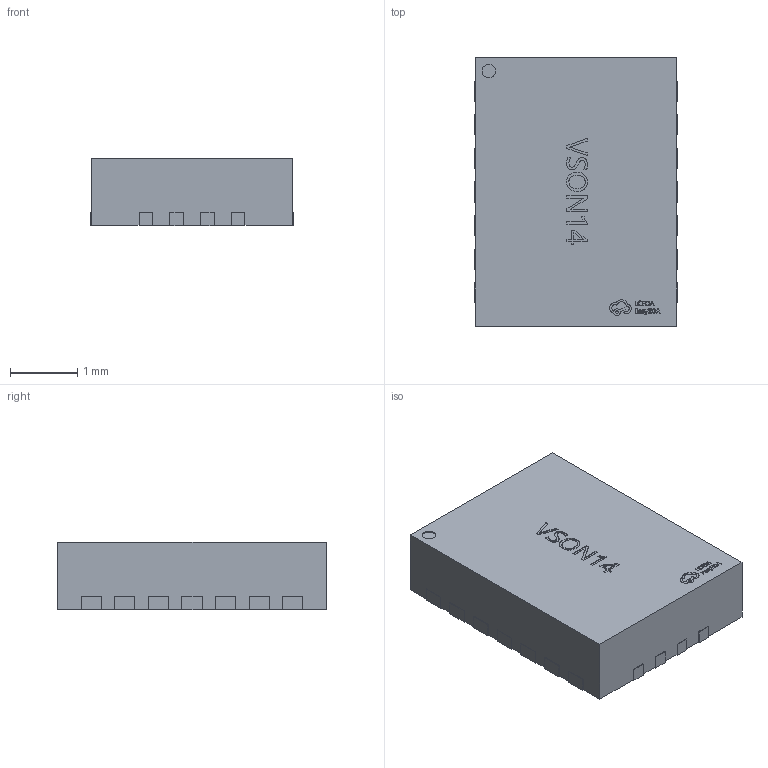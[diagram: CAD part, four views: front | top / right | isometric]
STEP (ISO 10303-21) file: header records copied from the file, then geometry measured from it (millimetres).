
FILE_DESCRIPTION (( 'STEP AP214' ), '1' );
FILE_NAME ('VSON-14_L4.0-W3.0-H1.0-P0.50.step', '2022-07-26T09:31:36', ( '' ), ( '' ), 'SwSTEP 2.0', 'SolidWorks 2020', '' );
FILE_SCHEMA (( 'AUTOMOTIVE_DESIGN' ));
Length unit declared in the file: millimetre
Products named in the file (1): VSON-14_L4.0-W3.0-H1.0-P0.50
Bounding box: 3.02 x 4.02 x 1.01 mm (x, y, z)
Volume: 12.1 mm3; surface area: 38.8 mm2
Topology: 14 solids, 14 shells, 511 faces, 1401 edges, 934 vertices
Faces by surface type: plane 346, bspline 142, cylinder 23
Entity records: 23071 total; most frequent: CARTESIAN_POINT 6653, ORIENTED_EDGE 2802, DIRECTION 1899, EDGE_CURVE 1401, VECTOR 1067, LINE 1067, VERTEX_POINT 934, EDGE_LOOP 539
